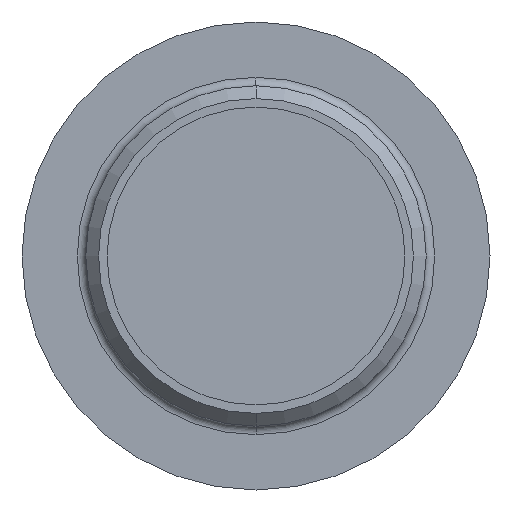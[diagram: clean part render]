
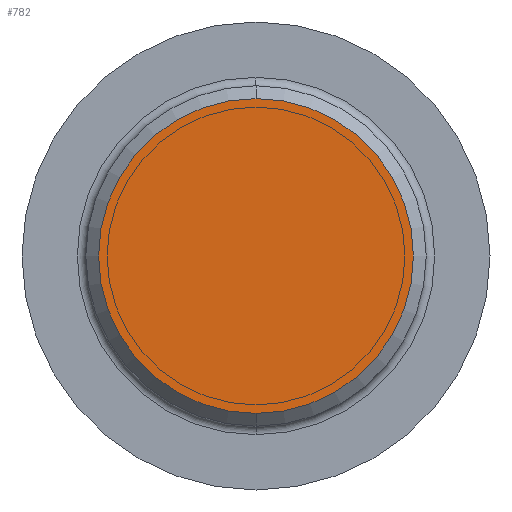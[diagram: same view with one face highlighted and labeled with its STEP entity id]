
A CAD part, front view. The second image highlights one B-rep face of the part: STEP entity #782.
In plain terms, the highlighted planar face has unit normal (0, -1, 0).
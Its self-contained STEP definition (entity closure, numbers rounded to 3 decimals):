
#282=CARTESIAN_POINT('',(0.,0.,0.));
#283=DIRECTION('',(0.,-1.,0.));
#284=DIRECTION('',(0.,0.,1.));
#285=AXIS2_PLACEMENT_3D('',#282,#283,#284);
#287=CARTESIAN_POINT('',(0.,0.,0.));
#288=DIRECTION('',(0.,-1.,0.));
#289=DIRECTION('',(0.,0.,-1.));
#290=AXIS2_PLACEMENT_3D('',#287,#288,#289);
#322=CARTESIAN_POINT('',(0.,0.,1.85));
#323=CARTESIAN_POINT('',(0.,0.,-1.85));
#324=VERTEX_POINT('',#322);
#325=VERTEX_POINT('',#323);
#772=CARTESIAN_POINT('',(0.,0.,0.));
#773=DIRECTION('',(0.,1.,0.));
#774=DIRECTION('',(0.,0.,-1.));
#775=AXIS2_PLACEMENT_3D('',#772,#773,#774);
#776=PLANE('',#775);
#777=ORIENTED_EDGE('',*,*,#762,.F.);
#779=ORIENTED_EDGE('',*,*,#778,.F.);
#780=EDGE_LOOP('',(#777,#779));
#781=FACE_OUTER_BOUND('',#780,.F.);
#782=ADVANCED_FACE('',(#781),#776,.F.);
#286=CIRCLE('',#285,1.85);
#291=CIRCLE('',#290,1.85);
#762=EDGE_CURVE('',#324,#325,#286,.T.);
#778=EDGE_CURVE('',#325,#324,#291,.T.);
